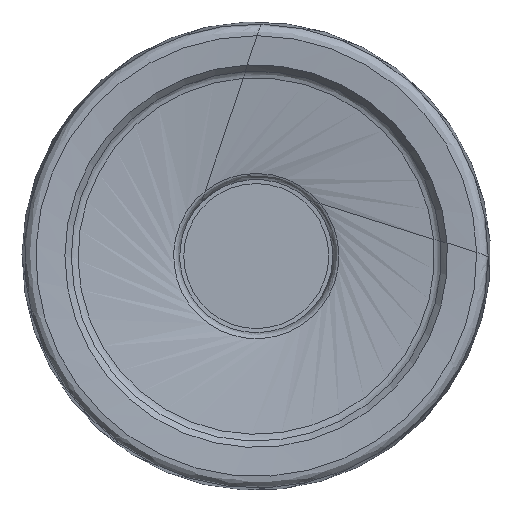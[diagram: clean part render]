
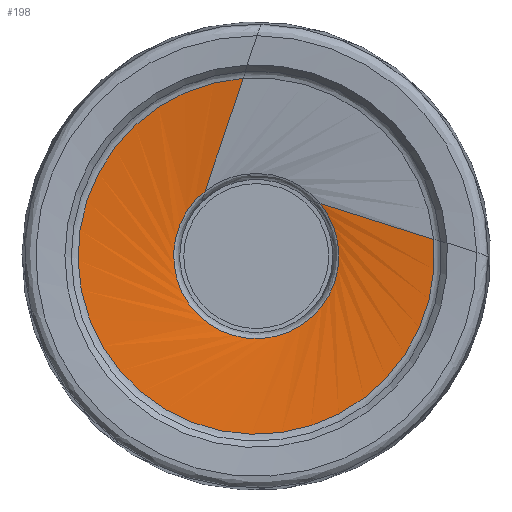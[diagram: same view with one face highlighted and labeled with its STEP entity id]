
A CAD part, left-side view. The second image highlights one B-rep face of the part: STEP entity #198.
In plain terms, the highlighted free-form (B-spline) face has degree [1, 3] with [2, 7] control points.
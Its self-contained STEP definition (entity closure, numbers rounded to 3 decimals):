
#40=LINE('',#1150,#56);
#41=LINE('',#1151,#57);
#56=VECTOR('',#817,1.);
#57=VECTOR('',#818,1.);
#73=(
BOUNDED_SURFACE()
B_SPLINE_SURFACE(1,3,((#1152,#1153,#1154,#1155,#1156,#1157,#1158),(#1159,
#1160,#1161,#1162,#1163,#1164,#1165)),.UNSPECIFIED.,.F.,.F.,.F.)
B_SPLINE_SURFACE_WITH_KNOTS((2,2),(4,3,4),(0.,1.),(0.,0.5,1.),
 .UNSPECIFIED.)
GEOMETRIC_REPRESENTATION_ITEM()
RATIONAL_B_SPLINE_SURFACE(((1.,0.585,0.585,1.,0.585,
0.585,1.),(1.,0.585,0.585,1.,0.585,
0.585,1.)))
REPRESENTATION_ITEM('')
SURFACE()
);
#198=ADVANCED_FACE('',(#231),#73,.F.);
#231=FACE_OUTER_BOUND('',#293,.T.);
#293=EDGE_LOOP('',(#382,#383,#384,#385));
#382=ORIENTED_EDGE('',*,*,#547,.F.);
#383=ORIENTED_EDGE('',*,*,#548,.T.);
#384=ORIENTED_EDGE('',*,*,#544,.T.);
#385=ORIENTED_EDGE('',*,*,#549,.T.);
#491=VERTEX_POINT('',#1115);
#492=VERTEX_POINT('',#1116);
#493=VERTEX_POINT('',#1148);
#494=VERTEX_POINT('',#1149);
#544=EDGE_CURVE('',#491,#492,#603,.T.);
#547=EDGE_CURVE('',#493,#494,#604,.T.);
#548=EDGE_CURVE('',#493,#491,#40,.T.);
#549=EDGE_CURVE('',#492,#494,#41,.T.);
#603=CIRCLE('',#673,2.849);
#604=CIRCLE('',#676,6.146);
#673=AXIS2_PLACEMENT_3D('',#1114,#809,#810);
#676=AXIS2_PLACEMENT_3D('',#1147,#815,#816);
#809=DIRECTION('',(1.,0.,0.));
#810=DIRECTION('',(0.,-0.772,0.636));
#815=DIRECTION('',(1.,0.,0.));
#816=DIRECTION('',(0.,-0.996,0.093));
#817=DIRECTION('',(0.114,0.947,0.299));
#818=DIRECTION('',(-0.114,-0.319,0.941));
#1114=CARTESIAN_POINT('',(0.98,0.,0.));
#1115=CARTESIAN_POINT('',(0.98,-2.198,1.812));
#1116=CARTESIAN_POINT('',(0.98,1.767,2.235));
#1147=CARTESIAN_POINT('',(0.51,0.,0.));
#1148=CARTESIAN_POINT('',(0.51,-6.119,0.573));
#1149=CARTESIAN_POINT('',(0.51,0.447,6.13));
#1150=CARTESIAN_POINT('',(0.98,-2.198,1.812));
#1151=CARTESIAN_POINT('',(0.98,1.767,2.235));
#1152=CARTESIAN_POINT('',(0.98,-2.198,1.812));
#1153=CARTESIAN_POINT('',(0.98,-4.11,-0.506));
#1154=CARTESIAN_POINT('',(0.98,-2.686,-3.151));
#1155=CARTESIAN_POINT('',(0.98,0.302,-2.833));
#1156=CARTESIAN_POINT('',(0.98,3.29,-2.515));
#1157=CARTESIAN_POINT('',(0.98,4.124,0.372));
#1158=CARTESIAN_POINT('',(0.98,1.767,2.235));
#1159=CARTESIAN_POINT('',(0.51,-6.119,0.573));
#1160=CARTESIAN_POINT('',(0.51,-6.723,-5.88));
#1161=CARTESIAN_POINT('',(0.51,-0.977,-8.878));
#1162=CARTESIAN_POINT('',(0.51,3.97,-4.692));
#1163=CARTESIAN_POINT('',(0.51,8.918,-0.505));
#1164=CARTESIAN_POINT('',(0.51,6.911,5.658));
#1165=CARTESIAN_POINT('',(0.51,0.447,6.13));
